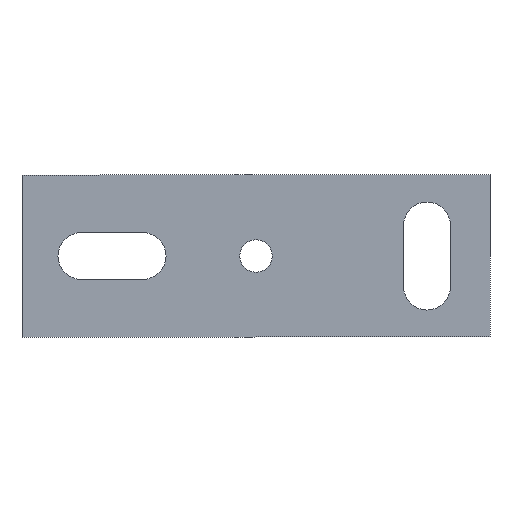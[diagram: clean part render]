
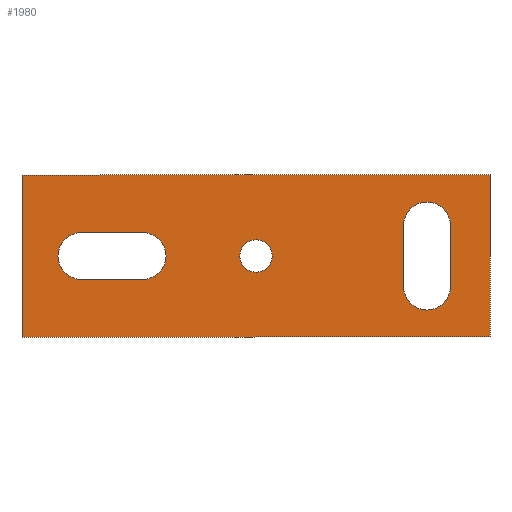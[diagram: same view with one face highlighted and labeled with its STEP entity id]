
A CAD part, left-side view. The second image highlights one B-rep face of the part: STEP entity #1980.
In plain terms, the highlighted planar face has unit normal (-1, 0, 0).
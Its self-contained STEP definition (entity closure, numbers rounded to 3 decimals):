
#38 = VERTEX_POINT ( 'NONE', #921 ) ;
#60 = EDGE_CURVE ( 'NONE', #1473, #3011, #2095, .T. ) ;
#75 = EDGE_LOOP ( 'NONE', ( #1756, #2350 ) ) ;
#102 = CARTESIAN_POINT ( 'NONE',  ( -10., 48.5, -6.5 ) ) ;
#111 = VECTOR ( 'NONE', #1865, 1000. ) ;
#112 = CARTESIAN_POINT ( 'NONE',  ( -10., -41., 8.5 ) ) ;
#154 = CARTESIAN_POINT ( 'NONE',  ( -10., -54., -8.5 ) ) ;
#173 = DIRECTION ( 'NONE',  ( 0., 0., -1. ) ) ;
#182 = CIRCLE ( 'NONE', #1747, 6.5 ) ;
#219 = AXIS2_PLACEMENT_3D ( 'NONE', #2968, #2560, #1827 ) ;
#293 = EDGE_CURVE ( 'NONE', #1121, #382, #611, .T. ) ;
#301 = VERTEX_POINT ( 'NONE', #2436 ) ;
#305 = CARTESIAN_POINT ( 'NONE',  ( -10., -65., 22.5 ) ) ;
#311 = CARTESIAN_POINT ( 'NONE',  ( -10., -65., -22.5 ) ) ;
#322 = CIRCLE ( 'NONE', #364, 6.5 ) ;
#338 = DIRECTION ( 'NONE',  ( -1., 0., 0. ) ) ;
#349 = CARTESIAN_POINT ( 'NONE',  ( -10., 31.5, -6.5 ) ) ;
#352 = VERTEX_POINT ( 'NONE', #1526 ) ;
#364 = AXIS2_PLACEMENT_3D ( 'NONE', #400, #1626, #677 ) ;
#365 = AXIS2_PLACEMENT_3D ( 'NONE', #832, #2456, #1766 ) ;
#382 = VERTEX_POINT ( 'NONE', #933 ) ;
#394 = ORIENTED_EDGE ( 'NONE', *, *, #2813, .T. ) ;
#400 = CARTESIAN_POINT ( 'NONE',  ( -10., -47.5, -8.5 ) ) ;
#414 = AXIS2_PLACEMENT_3D ( 'NONE', #2991, #2333, #681 ) ;
#464 = EDGE_CURVE ( 'NONE', #848, #352, #2423, .T. ) ;
#519 = CIRCLE ( 'NONE', #365, 6.5 ) ;
#521 = CIRCLE ( 'NONE', #821, 4.5 ) ;
#536 = LINE ( 'NONE', #2583, #2351 ) ;
#552 = ORIENTED_EDGE ( 'NONE', *, *, #2737, .F. ) ;
#563 = VECTOR ( 'NONE', #810, 1000. ) ;
#575 = CARTESIAN_POINT ( 'NONE',  ( -10., 48.5, 0. ) ) ;
#588 = ORIENTED_EDGE ( 'NONE', *, *, #60, .F. ) ;
#605 = LINE ( 'NONE', #2490, #961 ) ;
#611 = LINE ( 'NONE', #154, #563 ) ;
#627 = EDGE_CURVE ( 'NONE', #2598, #814, #2312, .T. ) ;
#648 = CARTESIAN_POINT ( 'NONE',  ( -10., -41., -8.5 ) ) ;
#654 = DIRECTION ( 'NONE',  ( 0., 0., 1. ) ) ;
#657 = VERTEX_POINT ( 'NONE', #2802 ) ;
#677 = DIRECTION ( 'NONE',  ( 0., 0., 1. ) ) ;
#681 = DIRECTION ( 'NONE',  ( 0., 0., 1. ) ) ;
#810 = DIRECTION ( 'NONE',  ( 0., 0., 1. ) ) ;
#814 = VERTEX_POINT ( 'NONE', #2379 ) ;
#821 = AXIS2_PLACEMENT_3D ( 'NONE', #2115, #2297, #2557 ) ;
#832 = CARTESIAN_POINT ( 'NONE',  ( -10., -47.5, 8.5 ) ) ;
#841 = EDGE_LOOP ( 'NONE', ( #2250, #2500, #2613, #394 ) ) ;
#843 = DIRECTION ( 'NONE',  ( 0., -1., 0. ) ) ;
#848 = VERTEX_POINT ( 'NONE', #2617 ) ;
#869 = CARTESIAN_POINT ( 'NONE',  ( -10., -54., -8.5 ) ) ;
#886 = CARTESIAN_POINT ( 'NONE',  ( -10., 48.5, -6.5 ) ) ;
#921 = CARTESIAN_POINT ( 'NONE',  ( -10., 65., -22.5 ) ) ;
#933 = CARTESIAN_POINT ( 'NONE',  ( -10., -54., 8.5 ) ) ;
#936 = CARTESIAN_POINT ( 'NONE',  ( -10., 48.5, 6.5 ) ) ;
#961 = VECTOR ( 'NONE', #2195, 1000. ) ;
#967 = EDGE_CURVE ( 'NONE', #38, #2694, #605, .T. ) ;
#998 = EDGE_CURVE ( 'NONE', #2341, #1066, #1327, .T. ) ;
#1002 = ORIENTED_EDGE ( 'NONE', *, *, #1175, .F. ) ;
#1012 = VECTOR ( 'NONE', #173, 1000. ) ;
#1055 = DIRECTION ( 'NONE',  ( 0., 0., 1. ) ) ;
#1066 = VERTEX_POINT ( 'NONE', #349 ) ;
#1083 = ORIENTED_EDGE ( 'NONE', *, *, #998, .F. ) ;
#1096 = CARTESIAN_POINT ( 'NONE',  ( -10., -47.5, -8.5 ) ) ;
#1121 = VERTEX_POINT ( 'NONE', #869 ) ;
#1152 = EDGE_LOOP ( 'NONE', ( #1423, #1002, #2973, #1963, #1262 ) ) ;
#1161 = FACE_BOUND ( 'NONE', #2509, .T. ) ;
#1175 = EDGE_CURVE ( 'NONE', #657, #1121, #322, .T. ) ;
#1178 = FACE_BOUND ( 'NONE', #1152, .T. ) ;
#1262 = ORIENTED_EDGE ( 'NONE', *, *, #1815, .F. ) ;
#1304 = VERTEX_POINT ( 'NONE', #305 ) ;
#1327 = LINE ( 'NONE', #102, #2230 ) ;
#1348 = ORIENTED_EDGE ( 'NONE', *, *, #1909, .F. ) ;
#1399 = FACE_BOUND ( 'NONE', #75, .T. ) ;
#1423 = ORIENTED_EDGE ( 'NONE', *, *, #293, .F. ) ;
#1473 = VERTEX_POINT ( 'NONE', #1759 ) ;
#1526 = CARTESIAN_POINT ( 'NONE',  ( -10., 0., 4.5 ) ) ;
#1626 = DIRECTION ( 'NONE',  ( -1., 0., 0. ) ) ;
#1630 = DIRECTION ( 'NONE',  ( -1., 0., 0. ) ) ;
#1646 = FACE_OUTER_BOUND ( 'NONE', #841, .T. ) ;
#1697 = VECTOR ( 'NONE', #2798, 1000. ) ;
#1704 = AXIS2_PLACEMENT_3D ( 'NONE', #1096, #2022, #2698 ) ;
#1724 = VECTOR ( 'NONE', #654, 1000. ) ;
#1747 = AXIS2_PLACEMENT_3D ( 'NONE', #2586, #1630, #1841 ) ;
#1756 = ORIENTED_EDGE ( 'NONE', *, *, #464, .F. ) ;
#1759 = CARTESIAN_POINT ( 'NONE',  ( -10., 31.5, 6.5 ) ) ;
#1766 = DIRECTION ( 'NONE',  ( 0., 0., 1. ) ) ;
#1815 = EDGE_CURVE ( 'NONE', #382, #2598, #519, .T. ) ;
#1827 = DIRECTION ( 'NONE',  ( 0., 0., 1. ) ) ;
#1841 = DIRECTION ( 'NONE',  ( 0., 0., 1. ) ) ;
#1865 = DIRECTION ( 'NONE',  ( 0., 0., -1. ) ) ;
#1909 = EDGE_CURVE ( 'NONE', #1066, #1473, #182, .T. ) ;
#1927 = EDGE_CURVE ( 'NONE', #352, #848, #521, .T. ) ;
#1963 = ORIENTED_EDGE ( 'NONE', *, *, #627, .F. ) ;
#1980 = ADVANCED_FACE ( 'NONE', ( #1161, #1646, #1399, #1178 ), #2573, .T. ) ;
#2014 = AXIS2_PLACEMENT_3D ( 'NONE', #575, #338, #1055 ) ;
#2022 = DIRECTION ( 'NONE',  ( -1., 0., 0. ) ) ;
#2095 = LINE ( 'NONE', #936, #1697 ) ;
#2115 = CARTESIAN_POINT ( 'NONE',  ( -10., 0., 0. ) ) ;
#2183 = EDGE_CURVE ( 'NONE', #814, #657, #2627, .T. ) ;
#2195 = DIRECTION ( 'NONE',  ( 0., -1., 0. ) ) ;
#2230 = VECTOR ( 'NONE', #843, 1000. ) ;
#2250 = ORIENTED_EDGE ( 'NONE', *, *, #2447, .T. ) ;
#2297 = DIRECTION ( 'NONE',  ( -1., 0., 0. ) ) ;
#2300 = CARTESIAN_POINT ( 'NONE',  ( -10., -65., -22.5 ) ) ;
#2305 = LINE ( 'NONE', #2779, #111 ) ;
#2312 = LINE ( 'NONE', #648, #1012 ) ;
#2333 = DIRECTION ( 'NONE',  ( -1., 0., 0. ) ) ;
#2341 = VERTEX_POINT ( 'NONE', #886 ) ;
#2350 = ORIENTED_EDGE ( 'NONE', *, *, #1927, .F. ) ;
#2351 = VECTOR ( 'NONE', #2392, 1000. ) ;
#2379 = CARTESIAN_POINT ( 'NONE',  ( -10., -41., -8.5 ) ) ;
#2392 = DIRECTION ( 'NONE',  ( 0., 1., 0. ) ) ;
#2423 = CIRCLE ( 'NONE', #219, 4.5 ) ;
#2433 = CARTESIAN_POINT ( 'NONE',  ( -10., 48.5, 6.5 ) ) ;
#2436 = CARTESIAN_POINT ( 'NONE',  ( -10., 65., 22.5 ) ) ;
#2447 = EDGE_CURVE ( 'NONE', #1304, #301, #536, .T. ) ;
#2456 = DIRECTION ( 'NONE',  ( -1., 0., 0. ) ) ;
#2490 = CARTESIAN_POINT ( 'NONE',  ( -10., 65., -22.5 ) ) ;
#2497 = LINE ( 'NONE', #2300, #1724 ) ;
#2500 = ORIENTED_EDGE ( 'NONE', *, *, #2922, .T. ) ;
#2509 = EDGE_LOOP ( 'NONE', ( #1083, #552, #588, #1348 ) ) ;
#2557 = DIRECTION ( 'NONE',  ( 0., 0., 1. ) ) ;
#2560 = DIRECTION ( 'NONE',  ( -1., 0., 0. ) ) ;
#2573 = PLANE ( 'NONE',  #414 ) ;
#2583 = CARTESIAN_POINT ( 'NONE',  ( -10., 65., 22.5 ) ) ;
#2586 = CARTESIAN_POINT ( 'NONE',  ( -10., 31.5, 0. ) ) ;
#2598 = VERTEX_POINT ( 'NONE', #112 ) ;
#2613 = ORIENTED_EDGE ( 'NONE', *, *, #967, .T. ) ;
#2617 = CARTESIAN_POINT ( 'NONE',  ( -10., 0., -4.5 ) ) ;
#2627 = CIRCLE ( 'NONE', #1704, 6.5 ) ;
#2694 = VERTEX_POINT ( 'NONE', #311 ) ;
#2698 = DIRECTION ( 'NONE',  ( 0., 0., 1. ) ) ;
#2737 = EDGE_CURVE ( 'NONE', #3011, #2341, #2903, .T. ) ;
#2779 = CARTESIAN_POINT ( 'NONE',  ( -10., 65., -22.5 ) ) ;
#2798 = DIRECTION ( 'NONE',  ( 0., 1., 0. ) ) ;
#2802 = CARTESIAN_POINT ( 'NONE',  ( -10., -47.5, -15. ) ) ;
#2813 = EDGE_CURVE ( 'NONE', #2694, #1304, #2497, .T. ) ;
#2903 = CIRCLE ( 'NONE', #2014, 6.5 ) ;
#2922 = EDGE_CURVE ( 'NONE', #301, #38, #2305, .T. ) ;
#2968 = CARTESIAN_POINT ( 'NONE',  ( -10., 0., 0. ) ) ;
#2973 = ORIENTED_EDGE ( 'NONE', *, *, #2183, .F. ) ;
#2991 = CARTESIAN_POINT ( 'NONE',  ( -10., 0., 0. ) ) ;
#3011 = VERTEX_POINT ( 'NONE', #2433 ) ;
